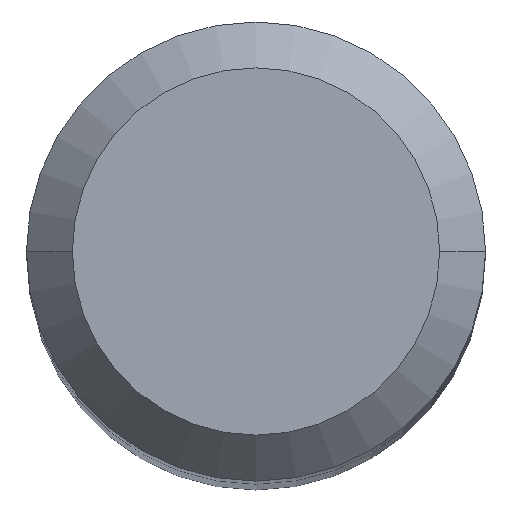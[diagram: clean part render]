
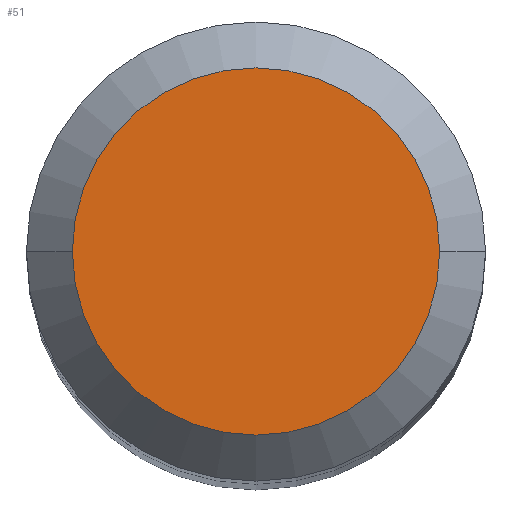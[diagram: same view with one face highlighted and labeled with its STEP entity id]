
A CAD part, top view. The second image highlights one B-rep face of the part: STEP entity #51.
In plain terms, the highlighted planar face has unit normal (0, 0, 1).
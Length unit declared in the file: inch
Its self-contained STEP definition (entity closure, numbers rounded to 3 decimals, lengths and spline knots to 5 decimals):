
#6 = DIRECTION ( 'NONE',  ( 0., 0., 1. ) ) ;
#30 = FACE_OUTER_BOUND ( 'NONE', #276, .T. ) ;
#48 = CIRCLE ( 'NONE', #152, 0.18896 ) ;
#51 = ADVANCED_FACE ( 'NONE', ( #30 ), #61, .F. ) ;
#58 = DIRECTION ( 'NONE',  ( 0., 0., 1. ) ) ;
#61 = PLANE ( 'NONE',  #347 ) ;
#76 = DIRECTION ( 'NONE',  ( 1., 0., 0. ) ) ;
#92 = ORIENTED_EDGE ( 'NONE', *, *, #422, .T. ) ;
#152 = AXIS2_PLACEMENT_3D ( 'NONE', #281, #6, #76 ) ;
#163 = CIRCLE ( 'NONE', #442, 0.18896 ) ;
#181 = DIRECTION ( 'NONE',  ( 1., 0., 0. ) ) ;
#242 = ORIENTED_EDGE ( 'NONE', *, *, #479, .T. ) ;
#276 = EDGE_LOOP ( 'NONE', ( #92, #242 ) ) ;
#281 = CARTESIAN_POINT ( 'NONE',  ( 0., 0., 0. ) ) ;
#286 = DIRECTION ( 'NONE',  ( 0., 0., -1. ) ) ;
#287 = VERTEX_POINT ( 'NONE', #302 ) ;
#293 = CARTESIAN_POINT ( 'NONE',  ( 0., 0., 0. ) ) ;
#302 = CARTESIAN_POINT ( 'NONE',  ( -0.18896, 0., 0. ) ) ;
#309 = VERTEX_POINT ( 'NONE', #458 ) ;
#347 = AXIS2_PLACEMENT_3D ( 'NONE', #293, #286, #484 ) ;
#366 = CARTESIAN_POINT ( 'NONE',  ( 0., 0., 0. ) ) ;
#422 = EDGE_CURVE ( 'NONE', #287, #309, #48, .T. ) ;
#442 = AXIS2_PLACEMENT_3D ( 'NONE', #366, #58, #181 ) ;
#458 = CARTESIAN_POINT ( 'NONE',  ( 0.18896, 0., 0. ) ) ;
#479 = EDGE_CURVE ( 'NONE', #309, #287, #163, .T. ) ;
#484 = DIRECTION ( 'NONE',  ( -1., 0., 0. ) ) ;
